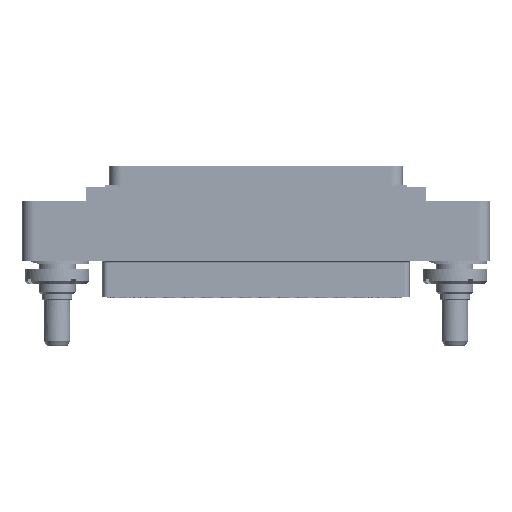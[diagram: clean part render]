
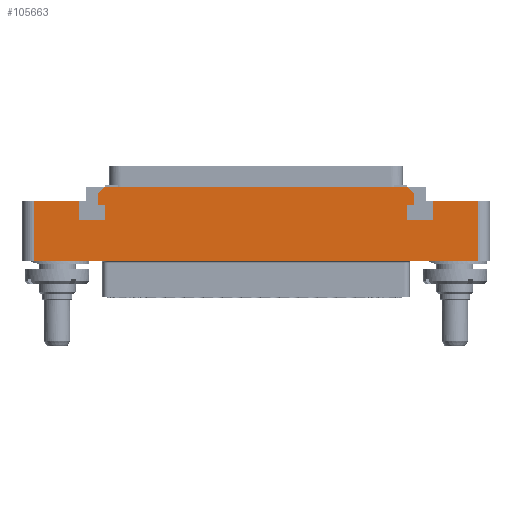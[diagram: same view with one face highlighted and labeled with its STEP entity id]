
A CAD part, top view. The second image highlights one B-rep face of the part: STEP entity #105663.
In plain terms, the highlighted planar face has unit normal (0, 0, 1).
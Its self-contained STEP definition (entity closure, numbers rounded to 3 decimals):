
#1=DIRECTION('',(-1.,0.,0.));
#2=VECTOR('',#1,76.);
#3=CARTESIAN_POINT('',(38.,0.,7.));
#4=LINE('',#3,#2);
#5=DIRECTION('',(1.,0.,0.));
#6=VECTOR('',#5,7.8);
#7=CARTESIAN_POINT('',(-38.,10.25,7.));
#8=LINE('',#7,#6);
#9=DIRECTION('',(0.,-1.,0.));
#10=VECTOR('',#9,3.2);
#11=CARTESIAN_POINT('',(-30.2,10.25,7.));
#12=LINE('',#11,#10);
#13=DIRECTION('',(1.,0.,0.));
#14=VECTOR('',#13,4.4);
#15=CARTESIAN_POINT('',(-30.2,7.05,7.));
#16=LINE('',#15,#14);
#17=DIRECTION('',(0.,1.,0.));
#18=VECTOR('',#17,2.6);
#19=CARTESIAN_POINT('',(-25.8,7.05,7.));
#20=LINE('',#19,#18);
#21=DIRECTION('',(-1.,0.,0.));
#22=VECTOR('',#21,1.2);
#23=CARTESIAN_POINT('',(-25.8,9.65,7.));
#24=LINE('',#23,#22);
#25=DIRECTION('',(0.,-1.,0.));
#26=VECTOR('',#25,1.9);
#27=CARTESIAN_POINT('',(-27.,11.55,7.));
#28=LINE('',#27,#26);
#29=DIRECTION('',(1.,0.,0.));
#30=VECTOR('',#29,51.6);
#31=CARTESIAN_POINT('',(-25.8,12.75,7.));
#32=LINE('',#31,#30);
#33=DIRECTION('',(0.,-1.,0.));
#34=VECTOR('',#33,1.9);
#35=CARTESIAN_POINT('',(27.,11.55,7.));
#36=LINE('',#35,#34);
#37=DIRECTION('',(-1.,0.,0.));
#38=VECTOR('',#37,1.2);
#39=CARTESIAN_POINT('',(27.,9.65,7.));
#40=LINE('',#39,#38);
#41=DIRECTION('',(0.,-1.,0.));
#42=VECTOR('',#41,2.6);
#43=CARTESIAN_POINT('',(25.8,9.65,7.));
#44=LINE('',#43,#42);
#45=DIRECTION('',(1.,0.,0.));
#46=VECTOR('',#45,4.4);
#47=CARTESIAN_POINT('',(25.8,7.05,7.));
#48=LINE('',#47,#46);
#49=DIRECTION('',(0.,1.,0.));
#50=VECTOR('',#49,3.2);
#51=CARTESIAN_POINT('',(30.2,7.05,7.));
#52=LINE('',#51,#50);
#53=DIRECTION('',(1.,0.,0.));
#54=VECTOR('',#53,7.8);
#55=CARTESIAN_POINT('',(30.2,10.25,7.));
#56=LINE('',#55,#54);
#57=DIRECTION('',(0.,1.,0.));
#58=VECTOR('',#57,10.25);
#59=CARTESIAN_POINT('',(38.,0.,7.));
#60=LINE('',#59,#58);
#673=DIRECTION('',(0.707,-0.707,0.));
#674=VECTOR('',#673,1.697);
#675=CARTESIAN_POINT('',(25.8,12.75,7.));
#676=LINE('',#675,#674);
#3325=DIRECTION('',(-0.707,-0.707,0.));
#3326=VECTOR('',#3325,1.697);
#3327=CARTESIAN_POINT('',(-25.8,12.75,7.));
#3328=LINE('',#3327,#3326);
#3885=DIRECTION('',(0.,-1.,0.));
#3886=VECTOR('',#3885,10.25);
#3887=CARTESIAN_POINT('',(-38.,10.25,7.));
#3888=LINE('',#3887,#3886);
#85873=CARTESIAN_POINT('',(-30.2,10.25,7.));
#85874=CARTESIAN_POINT('',(-30.2,7.05,7.));
#85875=VERTEX_POINT('',#85873);
#85876=VERTEX_POINT('',#85874);
#85877=CARTESIAN_POINT('',(-25.8,7.05,7.));
#85878=VERTEX_POINT('',#85877);
#85879=CARTESIAN_POINT('',(-25.8,9.65,7.));
#85880=VERTEX_POINT('',#85879);
#85881=CARTESIAN_POINT('',(-27.,9.65,7.));
#85882=VERTEX_POINT('',#85881);
#85883=CARTESIAN_POINT('',(27.,9.65,7.));
#85884=CARTESIAN_POINT('',(25.8,9.65,7.));
#85885=VERTEX_POINT('',#85883);
#85886=VERTEX_POINT('',#85884);
#85887=CARTESIAN_POINT('',(25.8,7.05,7.));
#85888=VERTEX_POINT('',#85887);
#85889=CARTESIAN_POINT('',(30.2,7.05,7.));
#85890=VERTEX_POINT('',#85889);
#85891=CARTESIAN_POINT('',(30.2,10.25,7.));
#85892=VERTEX_POINT('',#85891);
#85897=CARTESIAN_POINT('',(-27.,11.55,7.));
#85899=VERTEX_POINT('',#85897);
#85901=CARTESIAN_POINT('',(-25.8,12.75,7.));
#85902=VERTEX_POINT('',#85901);
#85903=CARTESIAN_POINT('',(27.,11.55,7.));
#85905=VERTEX_POINT('',#85903);
#85907=CARTESIAN_POINT('',(25.8,12.75,7.));
#85908=VERTEX_POINT('',#85907);
#85993=CARTESIAN_POINT('',(38.,0.,7.));
#85994=CARTESIAN_POINT('',(38.,10.25,7.));
#85995=VERTEX_POINT('',#85993);
#85996=VERTEX_POINT('',#85994);
#86001=CARTESIAN_POINT('',(-38.,10.25,7.));
#86002=CARTESIAN_POINT('',(-38.,0.,7.));
#86003=VERTEX_POINT('',#86001);
#86004=VERTEX_POINT('',#86002);
#105620=CARTESIAN_POINT('',(0.,0.,7.));
#105621=DIRECTION('',(0.,0.,-1.));
#105622=DIRECTION('',(-1.,0.,0.));
#105623=AXIS2_PLACEMENT_3D('',#105620,#105621,#105622);
#105624=PLANE('',#105623);
#105626=ORIENTED_EDGE('',*,*,#105625,.F.);
#105628=ORIENTED_EDGE('',*,*,#105627,.T.);
#105630=ORIENTED_EDGE('',*,*,#105629,.F.);
#105632=ORIENTED_EDGE('',*,*,#105631,.T.);
#105634=ORIENTED_EDGE('',*,*,#105633,.T.);
#105636=ORIENTED_EDGE('',*,*,#105635,.T.);
#105638=ORIENTED_EDGE('',*,*,#105637,.T.);
#105640=ORIENTED_EDGE('',*,*,#105639,.T.);
#105642=ORIENTED_EDGE('',*,*,#105641,.F.);
#105644=ORIENTED_EDGE('',*,*,#105643,.F.);
#105646=ORIENTED_EDGE('',*,*,#105645,.T.);
#105648=ORIENTED_EDGE('',*,*,#105647,.T.);
#105650=ORIENTED_EDGE('',*,*,#105649,.T.);
#105652=ORIENTED_EDGE('',*,*,#105651,.T.);
#105654=ORIENTED_EDGE('',*,*,#105653,.T.);
#105656=ORIENTED_EDGE('',*,*,#105655,.T.);
#105658=ORIENTED_EDGE('',*,*,#105657,.T.);
#105660=ORIENTED_EDGE('',*,*,#105659,.T.);
#105661=EDGE_LOOP('',(#105626,#105628,#105630,#105632,#105634,#105636,#105638,
#105640,#105642,#105644,#105646,#105648,#105650,#105652,#105654,#105656,#105658,
#105660));
#105662=FACE_OUTER_BOUND('',#105661,.F.);
#105663=ADVANCED_FACE('',(#105662),#105624,.F.);
#105625=EDGE_CURVE('',#85995,#85996,#60,.T.);
#105627=EDGE_CURVE('',#85995,#86004,#4,.T.);
#105629=EDGE_CURVE('',#86003,#86004,#3888,.T.);
#105631=EDGE_CURVE('',#86003,#85875,#8,.T.);
#105633=EDGE_CURVE('',#85875,#85876,#12,.T.);
#105635=EDGE_CURVE('',#85876,#85878,#16,.T.);
#105637=EDGE_CURVE('',#85878,#85880,#20,.T.);
#105639=EDGE_CURVE('',#85880,#85882,#24,.T.);
#105641=EDGE_CURVE('',#85899,#85882,#28,.T.);
#105643=EDGE_CURVE('',#85902,#85899,#3328,.T.);
#105645=EDGE_CURVE('',#85902,#85908,#32,.T.);
#105647=EDGE_CURVE('',#85908,#85905,#676,.T.);
#105649=EDGE_CURVE('',#85905,#85885,#36,.T.);
#105651=EDGE_CURVE('',#85885,#85886,#40,.T.);
#105653=EDGE_CURVE('',#85886,#85888,#44,.T.);
#105655=EDGE_CURVE('',#85888,#85890,#48,.T.);
#105657=EDGE_CURVE('',#85890,#85892,#52,.T.);
#105659=EDGE_CURVE('',#85892,#85996,#56,.T.);
